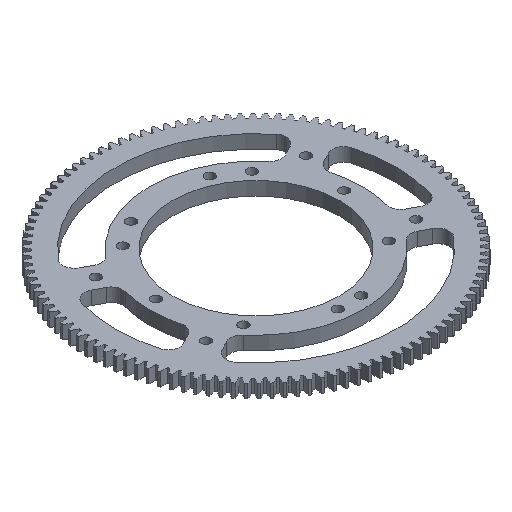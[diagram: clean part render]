
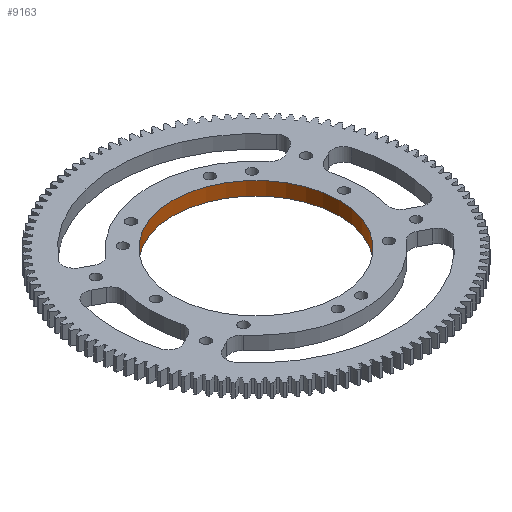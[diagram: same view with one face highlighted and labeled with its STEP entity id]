
A CAD part, isometric view. The second image highlights one B-rep face of the part: STEP entity #9163.
In plain terms, the highlighted cylindrical face has radius 36.95 mm (diameter 73.9 mm), a full revolution.
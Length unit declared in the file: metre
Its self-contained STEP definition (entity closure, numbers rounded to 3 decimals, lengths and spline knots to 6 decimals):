
#1182=ORIENTED_EDGE('',*,*,#4138,.F.);
#1183=ORIENTED_EDGE('',*,*,#4139,.F.);
#4138=EDGE_CURVE('',#5600,#5600,#6590,.T.);
#4139=EDGE_CURVE('',#5601,#5601,#6591,.T.);
#5600=VERTEX_POINT('',#14883);
#5601=VERTEX_POINT('',#14885);
#6590=CIRCLE('',#9754,0.03695);
#6591=CIRCLE('',#9755,0.03695);
#7564=EDGE_LOOP('',(#1182));
#7565=EDGE_LOOP('',(#1183));
#8122=FACE_BOUND('',#7564,.T.);
#8123=FACE_BOUND('',#7565,.T.);
#8660=CYLINDRICAL_SURFACE('',#9753,0.03695);
#9163=ADVANCED_FACE('',(#8122,#8123),#8660,.F.);
#9753=AXIS2_PLACEMENT_3D('',#14881,#11414,#11415);
#9754=AXIS2_PLACEMENT_3D('',#14882,#11416,#11417);
#9755=AXIS2_PLACEMENT_3D('',#14884,#11418,#11419);
#11414=DIRECTION('',(0.,0.,-1.));
#11415=DIRECTION('',(1.,0.,0.));
#11416=DIRECTION('',(0.,0.,-1.));
#11417=DIRECTION('',(1.,0.,0.));
#11418=DIRECTION('',(0.,0.,1.));
#11419=DIRECTION('',(1.,0.,0.));
#14881=CARTESIAN_POINT('',(0.,0.,0.006));
#14882=CARTESIAN_POINT('',(0.,0.,0.006));
#14883=CARTESIAN_POINT('',(0.03695,0.,0.006));
#14884=CARTESIAN_POINT('',(0.,0.,0.));
#14885=CARTESIAN_POINT('',(0.03695,0.,0.));
